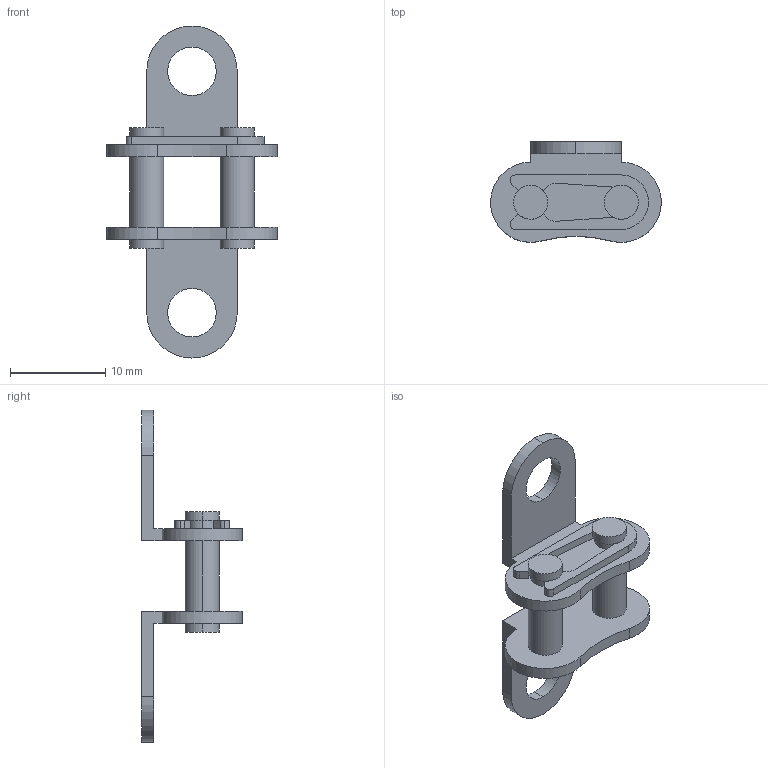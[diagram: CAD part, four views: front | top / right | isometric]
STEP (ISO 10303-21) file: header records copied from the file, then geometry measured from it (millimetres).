
FILE_DESCRIPTION (( 'STEP AP203' ), '1' );
FILE_NAME ('am-4181_35 35 Chain Attachment Link.STEP', '2020-06-12T19:45:19', ( '' ), ( '' ), 'SwSTEP 2.0', 'SolidWorks 2019', '' );
FILE_SCHEMA (( 'CONFIG_CONTROL_DESIGN' ));
Length unit declared in the file: inch
Products named in the file (1): am-4181_35 35 Chain Attachment Link
Bounding box: 17.95 x 10.56 x 34.92 mm (x, y, z)
Volume: 843.3 mm3; surface area: 1508.1 mm2
Topology: 2 solids, 2 shells, 69 faces, 171 edges, 114 vertices
Faces by surface type: cylinder 41, plane 28
Entity records: 2176 total; most frequent: DIRECTION 393, CARTESIAN_POINT 355, ORIENTED_EDGE 342, EDGE_CURVE 171, AXIS2_PLACEMENT_3D 152, VERTEX_POINT 114, VECTOR 89, LINE 89
